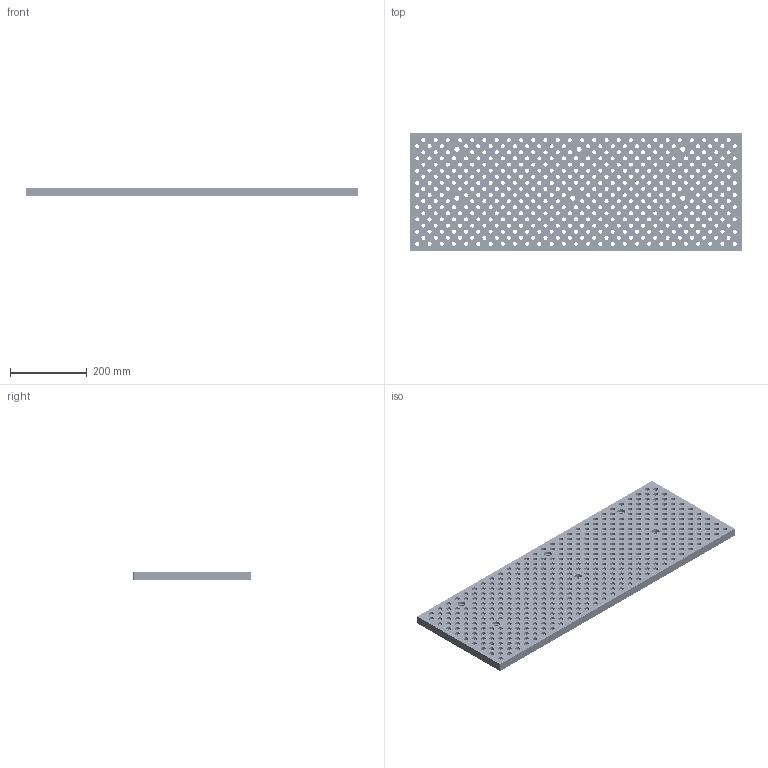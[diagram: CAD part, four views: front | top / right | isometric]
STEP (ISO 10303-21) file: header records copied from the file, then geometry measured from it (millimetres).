
FILE_DESCRIPTION(/* description */ (''),/* implementation_level */ '2;1');
FILE_NAME(/* name */ 'Precision_Matthews_PM30_34x12.step',/* time_stamp */ '2020-07-01T10:12:50-04:00',/* author */ (''),/* organization */ (''),/* preprocessor_version */ 'ST-DEVELOPER v18.1',/* originating_system */ 'Autodesk Translation Framework v9.3.0.1241',/* authorisation */ '');
FILE_SCHEMA (('AUTOMOTIVE_DESIGN { 1 0 10303 214 3 1 1 }'));
Length unit declared in the file: inch
Products named in the file (1): SMW 34x12
Bounding box: 863.6 x 304.8 x 21.59 mm (x, y, z)
Volume: 4651690.8 mm3; surface area: 853763.7 mm2
Topology: 1 solids, 1 shells, 1431 faces, 2874 edges, 1916 vertices
Faces by surface type: cylinder 950, plane 481
Full cylindrical faces by diameter (mm): 10.643 x465, 12.713 x237, 12.725 x228, 13.208 x6, 19.939 x6
Entity records: 40167 total; most frequent: DIRECTION 7638, CARTESIAN_POINT 6222, ORIENTED_EDGE 5748, AXIS2_PLACEMENT_3D 3332, EDGE_CURVE 2874, EDGE_LOOP 2844, VERTEX_POINT 1916, CIRCLE 1900
